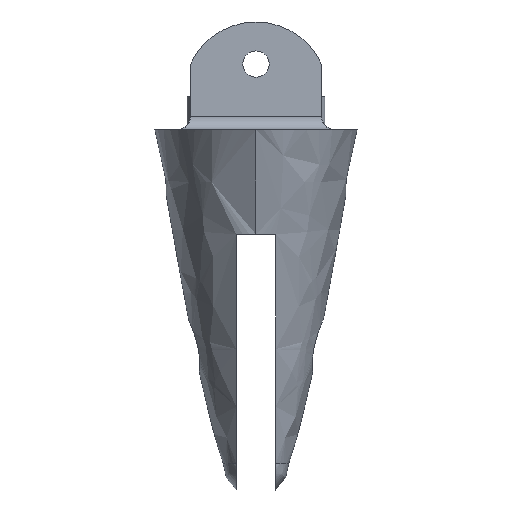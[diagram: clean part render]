
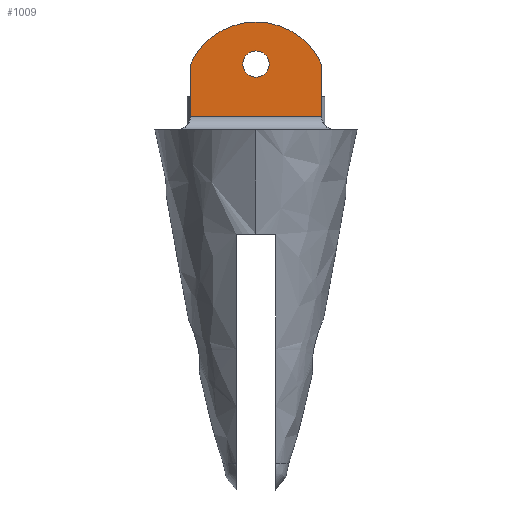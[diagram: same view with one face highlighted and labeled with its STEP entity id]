
A CAD part, front view. The second image highlights one B-rep face of the part: STEP entity #1009.
In plain terms, the highlighted planar face has unit normal (0, -1, 0).
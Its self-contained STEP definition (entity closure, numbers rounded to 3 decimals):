
#11 = EDGE_CURVE ( 'NONE', #145, #296, #1076, .T. ) ;
#16 = CARTESIAN_POINT ( 'NONE',  ( 0., -1.75, -93.582 ) ) ;
#33 = EDGE_LOOP ( 'NONE', ( #1299, #796, #1686, #346 ) ) ;
#103 = ORIENTED_EDGE ( 'NONE', *, *, #1486, .T. ) ;
#145 = VERTEX_POINT ( 'NONE', #1093 ) ;
#190 = FACE_OUTER_BOUND ( 'NONE', #33, .T. ) ;
#193 = CARTESIAN_POINT ( 'NONE',  ( -10., -1.75, -99. ) ) ;
#209 = DIRECTION ( 'NONE',  ( 0., 1., 0. ) ) ;
#213 = LINE ( 'NONE', #874, #522 ) ;
#216 = EDGE_CURVE ( 'NONE', #673, #1467, #793, .T. ) ;
#258 = EDGE_CURVE ( 'NONE', #1467, #145, #1980, .T. ) ;
#278 = CARTESIAN_POINT ( 'NONE',  ( 0., -1.75, -89. ) ) ;
#290 = VECTOR ( 'NONE', #301, 1000. ) ;
#296 = VERTEX_POINT ( 'NONE', #1848 ) ;
#301 = DIRECTION ( 'NONE',  ( 0., 0., -1. ) ) ;
#346 = ORIENTED_EDGE ( 'NONE', *, *, #258, .F. ) ;
#445 = AXIS2_PLACEMENT_3D ( 'NONE', #16, #209, #1118 ) ;
#457 = DIRECTION ( 'NONE',  ( 0., 0., 1. ) ) ;
#474 = FACE_BOUND ( 'NONE', #1104, .T. ) ;
#475 = CARTESIAN_POINT ( 'NONE',  ( -10., -1.75, -97. ) ) ;
#508 = DIRECTION ( 'NONE',  ( 0., 0., 1. ) ) ;
#521 = EDGE_CURVE ( 'NONE', #673, #296, #213, .T. ) ;
#522 = VECTOR ( 'NONE', #1471, 1000. ) ;
#563 = EDGE_CURVE ( 'NONE', #1531, #850, #768, .T. ) ;
#673 = VERTEX_POINT ( 'NONE', #475 ) ;
#768 = CIRCLE ( 'NONE', #828, 2. ) ;
#792 = CARTESIAN_POINT ( 'NONE',  ( 0., -1.75, -93.582 ) ) ;
#793 = LINE ( 'NONE', #193, #1052 ) ;
#796 = ORIENTED_EDGE ( 'NONE', *, *, #521, .T. ) ;
#828 = AXIS2_PLACEMENT_3D ( 'NONE', #278, #1348, #1361 ) ;
#850 = VERTEX_POINT ( 'NONE', #1295 ) ;
#874 = CARTESIAN_POINT ( 'NONE',  ( 0., -1.75, -97. ) ) ;
#990 = AXIS2_PLACEMENT_3D ( 'NONE', #792, #1571, #508 ) ;
#1009 = ADVANCED_FACE ( 'NONE', ( #474, #190 ), #1235, .F. ) ;
#1052 = VECTOR ( 'NONE', #1860, 1000. ) ;
#1076 = LINE ( 'NONE', #1374, #290 ) ;
#1093 = CARTESIAN_POINT ( 'NONE',  ( 10., -1.75, -89. ) ) ;
#1104 = EDGE_LOOP ( 'NONE', ( #103, #1656 ) ) ;
#1118 = DIRECTION ( 'NONE',  ( 0., 0., 1. ) ) ;
#1235 = PLANE ( 'NONE',  #445 ) ;
#1295 = CARTESIAN_POINT ( 'NONE',  ( 0., -1.75, -87. ) ) ;
#1299 = ORIENTED_EDGE ( 'NONE', *, *, #216, .F. ) ;
#1328 = AXIS2_PLACEMENT_3D ( 'NONE', #1845, #1384, #457 ) ;
#1348 = DIRECTION ( 'NONE',  ( 0., 1., 0. ) ) ;
#1361 = DIRECTION ( 'NONE',  ( 0., 0., 1. ) ) ;
#1374 = CARTESIAN_POINT ( 'NONE',  ( 10., -1.75, -89. ) ) ;
#1384 = DIRECTION ( 'NONE',  ( 0., 1., 0. ) ) ;
#1467 = VERTEX_POINT ( 'NONE', #1825 ) ;
#1471 = DIRECTION ( 'NONE',  ( 1., 0., 0. ) ) ;
#1486 = EDGE_CURVE ( 'NONE', #850, #1531, #1956, .T. ) ;
#1531 = VERTEX_POINT ( 'NONE', #1705 ) ;
#1571 = DIRECTION ( 'NONE',  ( 0., 1., 0. ) ) ;
#1656 = ORIENTED_EDGE ( 'NONE', *, *, #563, .T. ) ;
#1686 = ORIENTED_EDGE ( 'NONE', *, *, #11, .F. ) ;
#1705 = CARTESIAN_POINT ( 'NONE',  ( 0., -1.75, -91. ) ) ;
#1825 = CARTESIAN_POINT ( 'NONE',  ( -10., -1.75, -89. ) ) ;
#1845 = CARTESIAN_POINT ( 'NONE',  ( 0., -1.75, -89. ) ) ;
#1848 = CARTESIAN_POINT ( 'NONE',  ( 10., -1.75, -97. ) ) ;
#1860 = DIRECTION ( 'NONE',  ( 0., 0., 1. ) ) ;
#1956 = CIRCLE ( 'NONE', #1328, 2. ) ;
#1980 = CIRCLE ( 'NONE', #990, 11. ) ;
